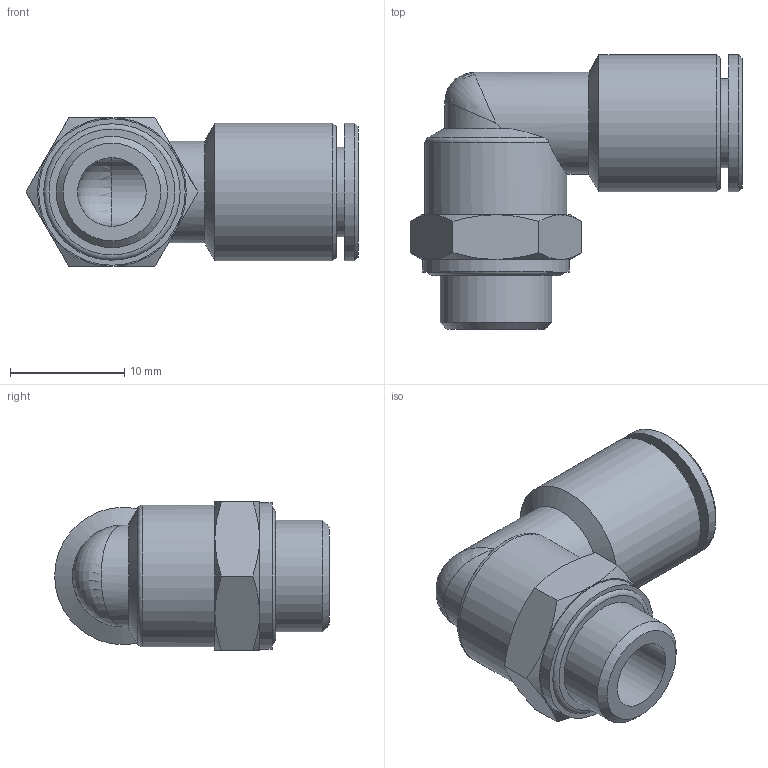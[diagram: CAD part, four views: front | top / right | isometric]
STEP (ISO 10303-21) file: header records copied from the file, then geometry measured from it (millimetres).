
FILE_DESCRIPTION((''),'2;1');
FILE_NAME('Schlauchanschluss_G1_8_90Grad fuer 6er Schlauch_A26003907.stp','2006-10-26T08:43:56',('ScheitB'),(''),'Autodesk Inventor 10','Autodesk Inventor 10','');
FILE_SCHEMA(('AUTOMOTIVE_DESIGN { 1 0 10303 214 1 1 1 1 }'));
Length unit declared in the file: millimetre
Products named in the file (1): angea16a
Bounding box: 29.01 x 24 x 13 mm (x, y, z)
Volume: 2776.8 mm3; surface area: 2497 mm2
Topology: 1 solids, 1 shells, 47 faces, 106 edges, 63 vertices
Faces by surface type: cone 17, plane 15, cylinder 11, torus 2, sphere 1, bspline 1
Full cylindrical faces by diameter (mm): 6 x2, 7.8 x1, 8.9 x1, 9.728 x1, 12 x2, 12.4 x1, 12.8 x1
Entity records: 1429 total; most frequent: CARTESIAN_POINT 523, DIRECTION 188, ORIENTED_EDGE 164, AXIS2_PLACEMENT_3D 90, EDGE_CURVE 82, EDGE_LOOP 69, VERTEX_POINT 57, FACE_OUTER_BOUND 47
